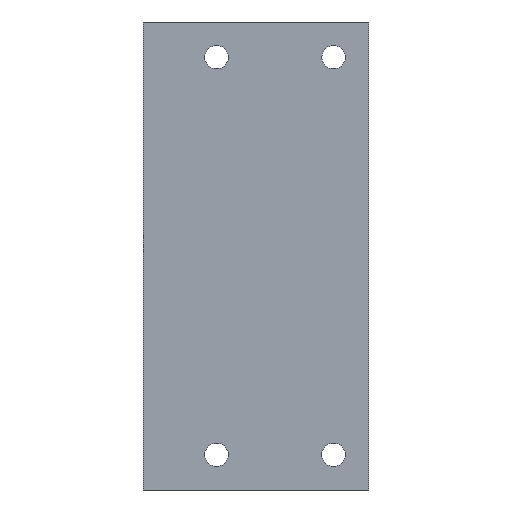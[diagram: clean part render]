
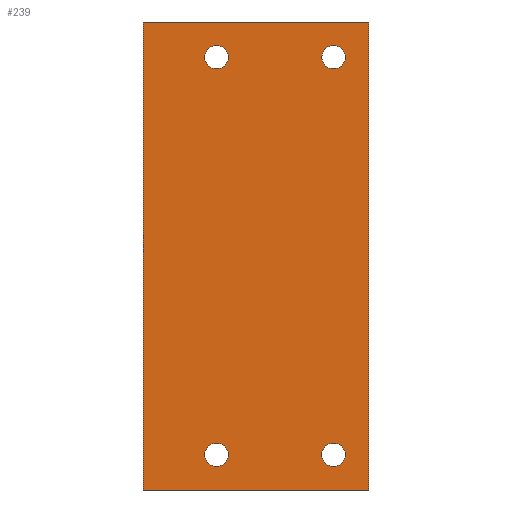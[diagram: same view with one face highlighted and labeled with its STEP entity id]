
A CAD part, left-side view. The second image highlights one B-rep face of the part: STEP entity #239.
In plain terms, the highlighted planar face has unit normal (-1, 0, 0).
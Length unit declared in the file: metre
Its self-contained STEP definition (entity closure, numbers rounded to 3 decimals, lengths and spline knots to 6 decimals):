
#22=CIRCLE('',#265,0.002);
#24=CIRCLE('',#268,0.002);
#26=CIRCLE('',#271,0.001998);
#29=CIRCLE('',#276,0.002);
#61=ORIENTED_EDGE('',*,*,#88,.F.);
#62=ORIENTED_EDGE('',*,*,#107,.T.);
#63=ORIENTED_EDGE('',*,*,#100,.T.);
#64=ORIENTED_EDGE('',*,*,#108,.F.);
#65=ORIENTED_EDGE('',*,*,#97,.T.);
#66=ORIENTED_EDGE('',*,*,#95,.T.);
#67=ORIENTED_EDGE('',*,*,#93,.T.);
#68=ORIENTED_EDGE('',*,*,#103,.T.);
#88=EDGE_CURVE('',#114,#115,#136,.T.);
#93=EDGE_CURVE('',#119,#119,#22,.T.);
#95=EDGE_CURVE('',#121,#121,#24,.T.);
#97=EDGE_CURVE('',#123,#123,#26,.T.);
#100=EDGE_CURVE('',#127,#126,#140,.T.);
#103=EDGE_CURVE('',#129,#129,#29,.T.);
#107=EDGE_CURVE('',#114,#127,#144,.T.);
#108=EDGE_CURVE('',#115,#126,#145,.T.);
#114=VERTEX_POINT('',#372);
#115=VERTEX_POINT('',#373);
#119=VERTEX_POINT('',#383);
#121=VERTEX_POINT('',#388);
#123=VERTEX_POINT('',#393);
#126=VERTEX_POINT('',#399);
#127=VERTEX_POINT('',#401);
#129=VERTEX_POINT('',#407);
#136=LINE('',#371,#146);
#140=LINE('',#400,#150);
#144=LINE('',#414,#154);
#145=LINE('',#415,#155);
#146=VECTOR('',#297,1.);
#150=VECTOR('',#325,1.);
#154=VECTOR('',#341,1.);
#155=VECTOR('',#342,1.);
#172=EDGE_LOOP('',(#61,#62,#63,#64));
#173=EDGE_LOOP('',(#65));
#174=EDGE_LOOP('',(#66));
#175=EDGE_LOOP('',(#67));
#176=EDGE_LOOP('',(#68));
#206=FACE_BOUND('',#172,.T.);
#207=FACE_BOUND('',#173,.T.);
#208=FACE_BOUND('',#174,.T.);
#209=FACE_BOUND('',#175,.T.);
#210=FACE_BOUND('',#176,.T.);
#227=PLANE('',#279);
#239=ADVANCED_FACE('',(#206,#207,#208,#209,#210),#227,.F.);
#265=AXIS2_PLACEMENT_3D('',#382,#306,#307);
#268=AXIS2_PLACEMENT_3D('',#387,#312,#313);
#271=AXIS2_PLACEMENT_3D('',#392,#318,#319);
#276=AXIS2_PLACEMENT_3D('',#406,#331,#332);
#279=AXIS2_PLACEMENT_3D('',#413,#339,#340);
#297=DIRECTION('',(0.,1.,0.));
#306=DIRECTION('',(1.,0.,0.));
#307=DIRECTION('',(0.,0.,-1.));
#312=DIRECTION('',(1.,0.,0.));
#313=DIRECTION('',(0.,0.,-1.));
#318=DIRECTION('',(1.,0.,0.));
#319=DIRECTION('',(0.,0.,-1.));
#325=DIRECTION('',(0.,1.,0.));
#331=DIRECTION('',(1.,0.,0.));
#332=DIRECTION('',(0.,0.,-1.));
#339=DIRECTION('',(1.,0.,0.));
#340=DIRECTION('',(0.,1.,0.));
#341=DIRECTION('',(0.,0.,1.));
#342=DIRECTION('',(0.,0.,1.));
#371=CARTESIAN_POINT('',(0.,0.01475,0.));
#372=CARTESIAN_POINT('',(0.,-0.00125,0.));
#373=CARTESIAN_POINT('',(0.,0.03725,0.));
#382=CARTESIAN_POINT('',(0.,0.00475,0.006));
#383=CARTESIAN_POINT('',(0.,0.00475,0.004));
#387=CARTESIAN_POINT('',(0.,0.02475,0.074));
#388=CARTESIAN_POINT('',(0.,0.02475,0.072));
#392=CARTESIAN_POINT('',(0.,0.00475,0.074));
#393=CARTESIAN_POINT('',(0.,0.00475,0.072002));
#399=CARTESIAN_POINT('',(0.,0.03725,0.08));
#400=CARTESIAN_POINT('',(0.,0.01475,0.08));
#401=CARTESIAN_POINT('',(0.,-0.00125,0.08));
#406=CARTESIAN_POINT('',(0.,0.02475,0.006));
#407=CARTESIAN_POINT('',(0.,0.02475,0.004));
#413=CARTESIAN_POINT('',(0.,0.01475,0.04));
#414=CARTESIAN_POINT('',(0.,-0.00125,0.04));
#415=CARTESIAN_POINT('',(0.,0.03725,0.));
